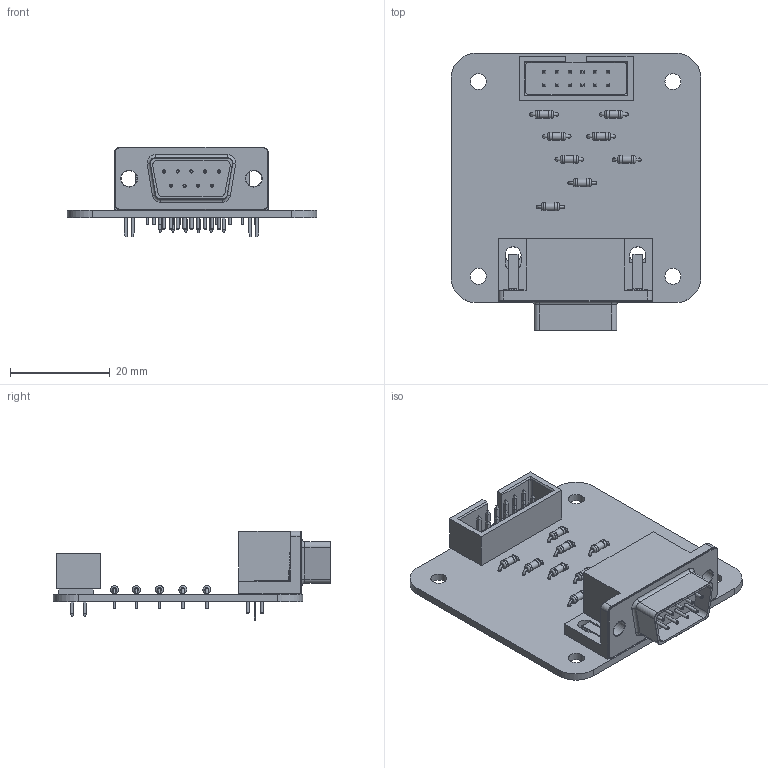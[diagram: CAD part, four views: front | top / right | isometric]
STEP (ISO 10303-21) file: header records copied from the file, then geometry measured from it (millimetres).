
FILE_DESCRIPTION(('KiCad electronic assembly'),'2;1');
FILE_NAME('Joystick Helper.step','2025-11-16T08:24:19',('Pcbnew'),( 'Kicad'),'Open CASCADE STEP processor 7.8','KiCad to STEP converter' ,'Unknown');
FILE_SCHEMA(('AUTOMOTIVE_DESIGN { 1 0 10303 214 1 1 1 1 }'));
Length unit declared in the file: millimetre
Products named in the file (7): Joystick Helper 1; R_Axial_DIN0204_L3.6mm_D1.6mm_P5.08mm_Horizontal; 0702461201; SOLID; COMPOUND; DSUB-9_Pins_Horizontal_P2.77x2.84mm_EdgePinOffset7.70mm_Housed_
MountingHolesOffset9.12mm; Joystick Helper_PCB
Assembly tree (13 placements, depth 3):
  Joystick Helper 1
    R_Axial_DIN0204_L3.6mm_D1.6mm_P5.08mm_Horizontal  x8
    0702461201
      SOLID
      COMPOUND
    DSUB-9_Pins_Horizontal_P2.77x2.84mm_EdgePinOffset7.70mm_Housed_
MountingHolesOffset9.12mm
    Joystick Helper_PCB
Bounding box: 50 x 55.63 x 17.9 mm (x, y, z)
Volume: 8564.5 mm3; surface area: 9926.7 mm2
Topology: 11 solids, 12 shells, 668 faces, 1545 edges, 990 vertices
Faces by surface type: plane 446, cylinder 154, torus 60, cone 4, revolution 4
Full cylindrical faces by diameter (mm): 0.5 x16, 0.64 x27, 0.7 x16, 1 x21, 1.44 x8, 1.6 x16, 3.2 x8, 4 x2
Entity records: 19535 total; most frequent: CARTESIAN_POINT 3257, DIRECTION 2844, ORIENTED_EDGE 2720, EDGE_CURVE 1360, LINE 1046, VECTOR 1046, AXIS2_PLACEMENT_3D 897, VERTEX_POINT 844
